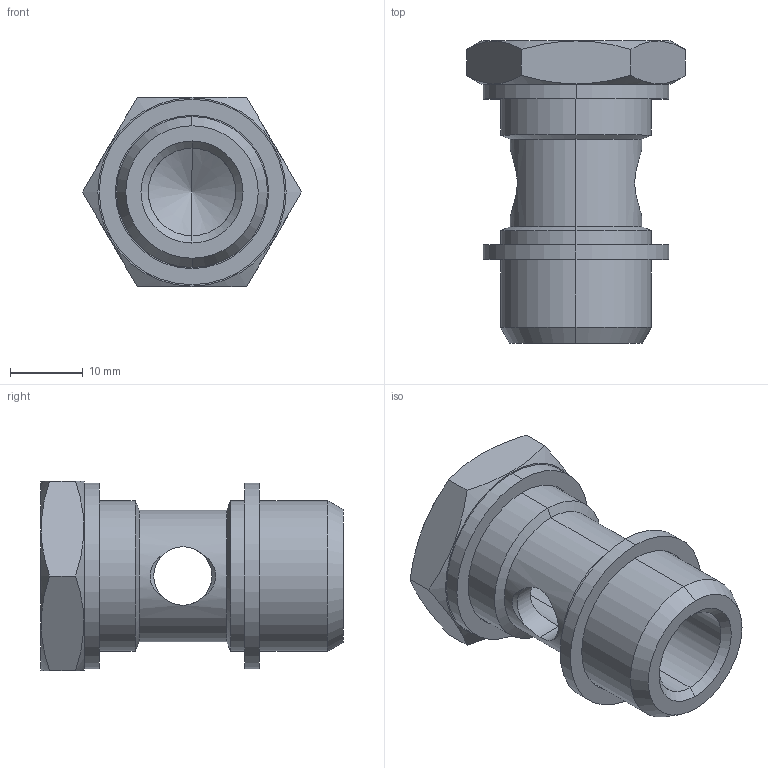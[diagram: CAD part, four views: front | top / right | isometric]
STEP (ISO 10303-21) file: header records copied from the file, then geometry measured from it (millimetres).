
FILE_DESCRIPTION (( 'STEP AP203' ), '1' );
FILE_NAME ('X0210004.STEP', '2011-11-08T09:49:39', ( 'Flavio' ), ( '' ), 'SwSTEP 2.0', 'SolidWorks 2011', '' );
FILE_SCHEMA (( 'CONFIG_CONTROL_DESIGN' ));
Length unit declared in the file: millimetre
Products named in the file (1): X0210004
Bounding box: 30.02 x 41.5 x 26 mm (x, y, z)
Volume: 10455.7 mm3; surface area: 6403.1 mm2
Topology: 3 solids, 3 shells, 51 faces, 118 edges, 73 vertices
Faces by surface type: cylinder 20, cone 18, plane 13
Entity records: 1869 total; most frequent: CARTESIAN_POINT 655, ORIENTED_EDGE 232, DIRECTION 232, EDGE_CURVE 116, AXIS2_PLACEMENT_3D 96, VERTEX_POINT 73, EDGE_LOOP 61, FACE_OUTER_BOUND 51
